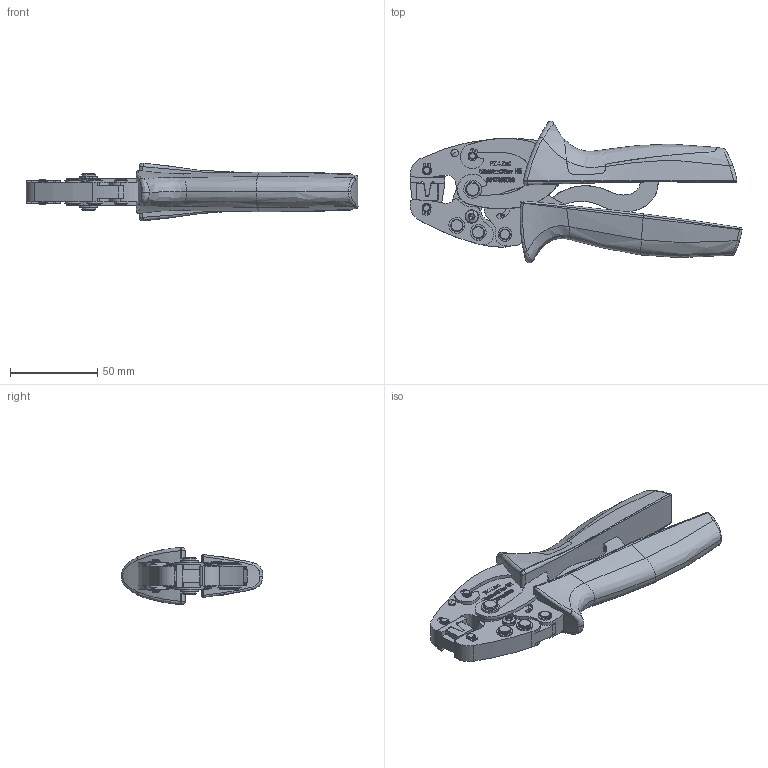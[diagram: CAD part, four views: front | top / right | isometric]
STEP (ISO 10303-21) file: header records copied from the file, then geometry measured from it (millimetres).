
FILE_DESCRIPTION(('CATIA V5 STEP Exchange','CAx-IF Rec.Pracs.--- Model Styling and Organization---1.5--- 2016-08-15','CAx-IF Rec.Pracs.---Supplemental Geometry---1.0---2011-11-01','CAx-IF Rec.Pracs.--- Composite Materials ---1.1---2010-07-15'),'2;1');
FILE_NAME ('033458-1_0', '2024-11-07T12:39:02+00:00', ('none'), ('Weidmueller'), 'CATIA Version 5-6 Release 2022 SP4 HF5', 'CATIA V5 STEP AP214 v3', 'none');
FILE_SCHEMA(('AUTOMOTIVE_DESIGN { 1 0 10303 214 1 1 1 1 }'));
Length unit declared in the file: millimetre
Products named in the file (1): 9017300000_PZ_4_ZERT_AllCATPart
Bounding box: 190.48 x 81.1 x 33.01 mm (x, y, z)
Volume: 145872.7 mm3; surface area: 35561.5 mm2
Topology: 1 solids, 1 shells, 1430 faces, 4019 edges, 2651 vertices
Faces by surface type: plane 575, extrusion 394, cylinder 289, bspline 128, cone 34, torus 6, sphere 4
Entity records: 58315 total; most frequent: CARTESIAN_POINT 24395, ORIENTED_EDGE 8022, DIRECTION 4180, EDGE_CURVE 4011, VERTEX_POINT 2651, VECTOR 2448, LINE 2054, B_SPLINE_CURVE_WITH_KNOTS 1673
